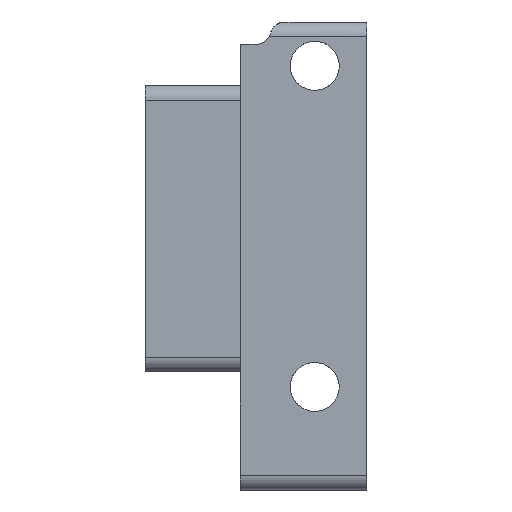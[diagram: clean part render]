
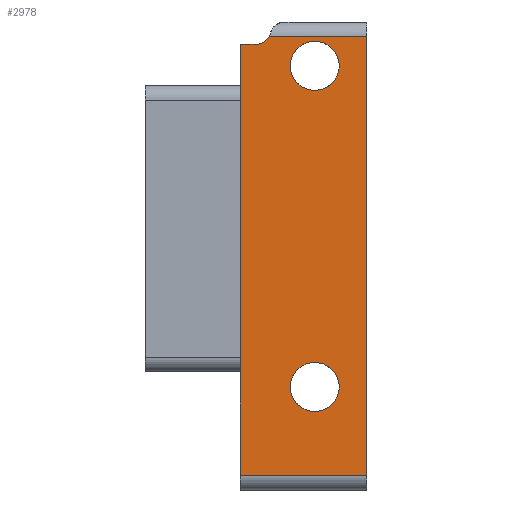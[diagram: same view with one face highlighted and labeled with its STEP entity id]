
A CAD part, left-side view. The second image highlights one B-rep face of the part: STEP entity #2978.
In plain terms, the highlighted planar face has unit normal (-1, 0, 0).
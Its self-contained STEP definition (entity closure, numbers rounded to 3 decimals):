
#37=FACE_BOUND('',#346,.T.);
#38=FACE_BOUND('',#347,.T.);
#72=PLANE('',#3167);
#180=FACE_OUTER_BOUND('',#345,.T.);
#345=EDGE_LOOP('',(#2066,#2067,#2068,#2069,#2070,#2071));
#346=EDGE_LOOP('',(#2072));
#347=EDGE_LOOP('',(#2073));
#537=CIRCLE('',#3156,1.);
#540=CIRCLE('',#3168,1.65);
#541=CIRCLE('',#3169,1.65);
#627=LINE('',#4201,#945);
#630=LINE('',#4213,#948);
#634=LINE('',#4226,#952);
#635=LINE('',#4228,#953);
#636=LINE('',#4229,#954);
#945=VECTOR('',#3403,10.);
#948=VECTOR('',#3414,10.);
#952=VECTOR('',#3430,10.);
#953=VECTOR('',#3431,10.);
#954=VECTOR('',#3432,10.);
#1299=VERTEX_POINT('',#4181);
#1303=VERTEX_POINT('',#4193);
#1305=VERTEX_POINT('',#4199);
#1310=VERTEX_POINT('',#4212);
#1313=VERTEX_POINT('',#4225);
#1314=VERTEX_POINT('',#4227);
#1315=VERTEX_POINT('',#4230);
#1316=VERTEX_POINT('',#4232);
#1599=EDGE_CURVE('',#1303,#1299,#537,.T.);
#1602=EDGE_CURVE('',#1303,#1305,#627,.T.);
#1607=EDGE_CURVE('',#1299,#1310,#630,.T.);
#1614=EDGE_CURVE('',#1305,#1313,#634,.T.);
#1615=EDGE_CURVE('',#1314,#1313,#635,.T.);
#1616=EDGE_CURVE('',#1310,#1314,#636,.T.);
#1617=EDGE_CURVE('',#1315,#1315,#540,.T.);
#1618=EDGE_CURVE('',#1316,#1316,#541,.T.);
#2066=ORIENTED_EDGE('',*,*,#1607,.F.);
#2067=ORIENTED_EDGE('',*,*,#1599,.F.);
#2068=ORIENTED_EDGE('',*,*,#1602,.T.);
#2069=ORIENTED_EDGE('',*,*,#1614,.T.);
#2070=ORIENTED_EDGE('',*,*,#1615,.F.);
#2071=ORIENTED_EDGE('',*,*,#1616,.F.);
#2072=ORIENTED_EDGE('',*,*,#1617,.T.);
#2073=ORIENTED_EDGE('',*,*,#1618,.T.);
#2978=ADVANCED_FACE('',(#180,#37,#38),#72,.T.);
#3156=AXIS2_PLACEMENT_3D('',#4195,#3397,#3398);
#3167=AXIS2_PLACEMENT_3D('',#4224,#3428,#3429);
#3168=AXIS2_PLACEMENT_3D('',#4231,#3433,#3434);
#3169=AXIS2_PLACEMENT_3D('',#4233,#3435,#3436);
#3397=DIRECTION('center_axis',(-1.,0.,0.));
#3398=DIRECTION('ref_axis',(0.,0.,1.));
#3403=DIRECTION('',(0.,1.,0.));
#3414=DIRECTION('',(0.,-1.,0.));
#3428=DIRECTION('center_axis',(-1.,0.,0.));
#3429=DIRECTION('ref_axis',(0.,0.,
-1.));
#3430=DIRECTION('',(0.,0.,-1.));
#3431=DIRECTION('',(0.,1.,0.));
#3432=DIRECTION('',(0.,0.,-1.));
#3433=DIRECTION('center_axis',(1.,0.,0.));
#3434=DIRECTION('ref_axis',(0.,-1.,0.));
#3435=DIRECTION('center_axis',(1.,0.,0.));
#3436=DIRECTION('ref_axis',(0.,-1.,0.));
#4181=CARTESIAN_POINT('',(-32.5,-12.985,10.706));
#4193=CARTESIAN_POINT('',(-32.5,-12.119,10.206));
#4195=CARTESIAN_POINT('Origin',(-32.5,-12.119,11.206));
#4199=CARTESIAN_POINT('',(-32.5,-11.056,10.206));
#4201=CARTESIAN_POINT('',(-32.5,-11.056,10.206));
#4212=CARTESIAN_POINT('',(-32.5,-19.556,10.706));
#4213=CARTESIAN_POINT('',(-32.5,-11.056,10.706));
#4224=CARTESIAN_POINT('Origin',(-32.5,-11.056,11.706));
#4225=CARTESIAN_POINT('',(-32.5,-11.056,-18.794));
#4226=CARTESIAN_POINT('',(-32.5,-11.056,11.706));
#4227=CARTESIAN_POINT('',(-32.5,-19.556,-18.794));
#4228=CARTESIAN_POINT('',(-32.5,-11.056,-18.794));
#4229=CARTESIAN_POINT('',(-32.5,-19.556,11.706));
#4230=CARTESIAN_POINT('',(-32.5,-14.406,-12.857));
#4231=CARTESIAN_POINT('Origin',(-32.5,-16.056,-12.857));
#4232=CARTESIAN_POINT('',(-32.5,-14.406,8.756));
#4233=CARTESIAN_POINT('Origin',(-32.5,-16.056,8.756));
